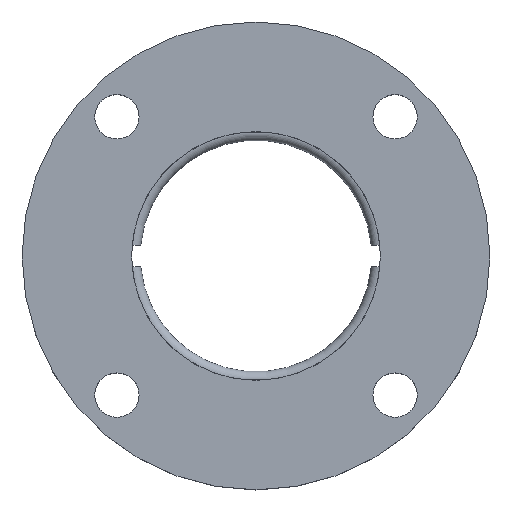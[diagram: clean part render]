
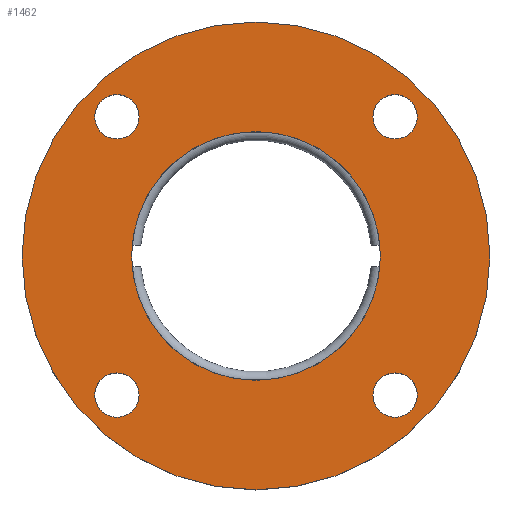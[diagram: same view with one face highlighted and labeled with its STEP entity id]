
A CAD part, top view. The second image highlights one B-rep face of the part: STEP entity #1462.
In plain terms, the highlighted planar face has unit normal (0, 0, 1).
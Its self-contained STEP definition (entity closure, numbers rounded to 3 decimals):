
#7 = ORIENTED_EDGE ( 'NONE', *, *, #107, .F. ) ;
#18 = CARTESIAN_POINT ( 'NONE',  ( 0., 0., 0. ) ) ;
#21 = CARTESIAN_POINT ( 'NONE',  ( -25.25, 0., 0. ) ) ;
#34 = AXIS2_PLACEMENT_3D ( 'NONE', #114, #713, #1503 ) ;
#44 = DIRECTION ( 'NONE',  ( -1., 0., 0. ) ) ;
#66 = AXIS2_PLACEMENT_3D ( 'NONE', #705, #1496, #817 ) ;
#105 = CARTESIAN_POINT ( 'NONE',  ( -28.25, 28.25, 0. ) ) ;
#106 = DIRECTION ( 'NONE',  ( 0., 0., 1. ) ) ;
#107 = EDGE_CURVE ( 'NONE', #180, #871, #416, .T. ) ;
#108 = FACE_BOUND ( 'NONE', #1281, .T. ) ;
#114 = CARTESIAN_POINT ( 'NONE',  ( -25.25, 0., 0. ) ) ;
#128 = CARTESIAN_POINT ( 'NONE',  ( -47.5, 0., 0. ) ) ;
#138 = DIRECTION ( 'NONE',  ( 1., 0., 0. ) ) ;
#157 = CIRCLE ( 'NONE', #694, 25.25 ) ;
#180 = VERTEX_POINT ( 'NONE', #898 ) ;
#194 = CARTESIAN_POINT ( 'NONE',  ( -28.25, -28.25, 0. ) ) ;
#215 = CARTESIAN_POINT ( 'NONE',  ( 28.25, 28.25, 0. ) ) ;
#223 = DIRECTION ( 'NONE',  ( -1., 0., 0. ) ) ;
#232 = CARTESIAN_POINT ( 'NONE',  ( 28.25, 28.25, 0. ) ) ;
#253 = AXIS2_PLACEMENT_3D ( 'NONE', #813, #106, #936 ) ;
#263 = EDGE_LOOP ( 'NONE', ( #1145, #1083 ) ) ;
#265 = AXIS2_PLACEMENT_3D ( 'NONE', #1003, #306, #1107 ) ;
#273 = EDGE_LOOP ( 'NONE', ( #542, #1061 ) ) ;
#283 = DIRECTION ( 'NONE',  ( 0., 0., 1. ) ) ;
#306 = DIRECTION ( 'NONE',  ( 0., 0., 1. ) ) ;
#313 = EDGE_CURVE ( 'NONE', #1321, #591, #1428, .T. ) ;
#316 = DIRECTION ( 'NONE',  ( -1., 0., 0. ) ) ;
#334 = DIRECTION ( 'NONE',  ( -1., 0., 0. ) ) ;
#352 = DIRECTION ( 'NONE',  ( -1., 0., 0. ) ) ;
#354 = CARTESIAN_POINT ( 'NONE',  ( 32.75, 28.25, 0. ) ) ;
#366 = VERTEX_POINT ( 'NONE', #1054 ) ;
#385 = ORIENTED_EDGE ( 'NONE', *, *, #978, .T. ) ;
#407 = CARTESIAN_POINT ( 'NONE',  ( -23.75, 28.25, 0. ) ) ;
#412 = EDGE_CURVE ( 'NONE', #784, #366, #1492, .T. ) ;
#413 = CARTESIAN_POINT ( 'NONE',  ( 23.75, -28.25, 0. ) ) ;
#416 = CIRCLE ( 'NONE', #265, 25.25 ) ;
#420 = AXIS2_PLACEMENT_3D ( 'NONE', #586, #1380, #704 ) ;
#421 = FACE_BOUND ( 'NONE', #1273, .T. ) ;
#422 = AXIS2_PLACEMENT_3D ( 'NONE', #215, #1031, #334 ) ;
#459 = CIRCLE ( 'NONE', #1001, 4.5 ) ;
#510 = EDGE_CURVE ( 'NONE', #591, #1321, #1110, .T. ) ;
#517 = EDGE_CURVE ( 'NONE', #871, #180, #157, .T. ) ;
#542 = ORIENTED_EDGE ( 'NONE', *, *, #510, .T. ) ;
#586 = CARTESIAN_POINT ( 'NONE',  ( -28.25, 28.25, 0. ) ) ;
#591 = VERTEX_POINT ( 'NONE', #413 ) ;
#619 = AXIS2_PLACEMENT_3D ( 'NONE', #1434, #762, #44 ) ;
#654 = EDGE_CURVE ( 'NONE', #787, #1219, #1282, .T. ) ;
#670 = ORIENTED_EDGE ( 'NONE', *, *, #1432, .T. ) ;
#680 = EDGE_CURVE ( 'NONE', #1341, #1008, #1470, .T. ) ;
#694 = AXIS2_PLACEMENT_3D ( 'NONE', #986, #283, #1085 ) ;
#696 = VERTEX_POINT ( 'NONE', #1040 ) ;
#704 = DIRECTION ( 'NONE',  ( -1., 0., 0. ) ) ;
#705 = CARTESIAN_POINT ( 'NONE',  ( 28.25, -28.25, 0. ) ) ;
#707 = FACE_OUTER_BOUND ( 'NONE', #867, .T. ) ;
#708 = CARTESIAN_POINT ( 'NONE',  ( -28.25, -28.25, 0. ) ) ;
#713 = DIRECTION ( 'NONE',  ( 0., 0., -1. ) ) ;
#749 = FACE_BOUND ( 'NONE', #263, .T. ) ;
#762 = DIRECTION ( 'NONE',  ( 0., 0., -1. ) ) ;
#784 = VERTEX_POINT ( 'NONE', #128 ) ;
#787 = VERTEX_POINT ( 'NONE', #354 ) ;
#790 = AXIS2_PLACEMENT_3D ( 'NONE', #194, #1014, #316 ) ;
#813 = CARTESIAN_POINT ( 'NONE',  ( 0., 0., 0. ) ) ;
#817 = DIRECTION ( 'NONE',  ( -1., 0., 0. ) ) ;
#819 = DIRECTION ( 'NONE',  ( -1., 0., 0. ) ) ;
#847 = DIRECTION ( 'NONE',  ( 0., 0., 1. ) ) ;
#867 = EDGE_LOOP ( 'NONE', ( #1236, #882 ) ) ;
#871 = VERTEX_POINT ( 'NONE', #21 ) ;
#882 = ORIENTED_EDGE ( 'NONE', *, *, #412, .T. ) ;
#898 = CARTESIAN_POINT ( 'NONE',  ( 25.25, 0., 0. ) ) ;
#916 = ORIENTED_EDGE ( 'NONE', *, *, #680, .T. ) ;
#935 = DIRECTION ( 'NONE',  ( 0., 0., -1. ) ) ;
#936 = DIRECTION ( 'NONE',  ( 1., 0., 0. ) ) ;
#978 = EDGE_CURVE ( 'NONE', #1348, #696, #1193, .T. ) ;
#986 = CARTESIAN_POINT ( 'NONE',  ( 0., 0., 0. ) ) ;
#1001 = AXIS2_PLACEMENT_3D ( 'NONE', #105, #935, #223 ) ;
#1002 = FACE_BOUND ( 'NONE', #1067, .T. ) ;
#1003 = CARTESIAN_POINT ( 'NONE',  ( 0., 0., 0. ) ) ;
#1007 = CIRCLE ( 'NONE', #253, 47.5 ) ;
#1008 = VERTEX_POINT ( 'NONE', #1466 ) ;
#1014 = DIRECTION ( 'NONE',  ( 0., 0., -1. ) ) ;
#1028 = ORIENTED_EDGE ( 'NONE', *, *, #1453, .T. ) ;
#1031 = DIRECTION ( 'NONE',  ( 0., 0., -1. ) ) ;
#1035 = CIRCLE ( 'NONE', #1233, 4.5 ) ;
#1040 = CARTESIAN_POINT ( 'NONE',  ( -23.75, -28.25, 0. ) ) ;
#1042 = DIRECTION ( 'NONE',  ( 0., 0., -1. ) ) ;
#1054 = CARTESIAN_POINT ( 'NONE',  ( 47.5, 0., 0. ) ) ;
#1061 = ORIENTED_EDGE ( 'NONE', *, *, #313, .T. ) ;
#1067 = EDGE_LOOP ( 'NONE', ( #7, #1149 ) ) ;
#1083 = ORIENTED_EDGE ( 'NONE', *, *, #654, .T. ) ;
#1085 = DIRECTION ( 'NONE',  ( 1., 0., 0. ) ) ;
#1107 = DIRECTION ( 'NONE',  ( 1., 0., 0. ) ) ;
#1110 = CIRCLE ( 'NONE', #619, 4.5 ) ;
#1116 = EDGE_CURVE ( 'NONE', #366, #784, #1007, .T. ) ;
#1145 = ORIENTED_EDGE ( 'NONE', *, *, #1456, .T. ) ;
#1149 = ORIENTED_EDGE ( 'NONE', *, *, #517, .F. ) ;
#1151 = AXIS2_PLACEMENT_3D ( 'NONE', #708, #1497, #819 ) ;
#1160 = PLANE ( 'NONE',  #34 ) ;
#1193 = CIRCLE ( 'NONE', #790, 4.5 ) ;
#1204 = AXIS2_PLACEMENT_3D ( 'NONE', #18, #847, #138 ) ;
#1219 = VERTEX_POINT ( 'NONE', #1396 ) ;
#1233 = AXIS2_PLACEMENT_3D ( 'NONE', #232, #1042, #352 ) ;
#1236 = ORIENTED_EDGE ( 'NONE', *, *, #1116, .T. ) ;
#1273 = EDGE_LOOP ( 'NONE', ( #385, #1028 ) ) ;
#1281 = EDGE_LOOP ( 'NONE', ( #670, #916 ) ) ;
#1282 = CIRCLE ( 'NONE', #422, 4.5 ) ;
#1311 = FACE_BOUND ( 'NONE', #273, .T. ) ;
#1321 = VERTEX_POINT ( 'NONE', #1323 ) ;
#1323 = CARTESIAN_POINT ( 'NONE',  ( 32.75, -28.25, 0. ) ) ;
#1339 = CIRCLE ( 'NONE', #1151, 4.5 ) ;
#1341 = VERTEX_POINT ( 'NONE', #407 ) ;
#1348 = VERTEX_POINT ( 'NONE', #1437 ) ;
#1380 = DIRECTION ( 'NONE',  ( 0., 0., -1. ) ) ;
#1396 = CARTESIAN_POINT ( 'NONE',  ( 23.75, 28.25, 0. ) ) ;
#1428 = CIRCLE ( 'NONE', #66, 4.5 ) ;
#1432 = EDGE_CURVE ( 'NONE', #1008, #1341, #459, .T. ) ;
#1434 = CARTESIAN_POINT ( 'NONE',  ( 28.25, -28.25, 0. ) ) ;
#1437 = CARTESIAN_POINT ( 'NONE',  ( -32.75, -28.25, 0. ) ) ;
#1453 = EDGE_CURVE ( 'NONE', #696, #1348, #1339, .T. ) ;
#1456 = EDGE_CURVE ( 'NONE', #1219, #787, #1035, .T. ) ;
#1462 = ADVANCED_FACE ( 'NONE', ( #749, #1311, #421, #108, #1002, #707 ), #1160, .F. ) ;
#1466 = CARTESIAN_POINT ( 'NONE',  ( -32.75, 28.25, 0. ) ) ;
#1470 = CIRCLE ( 'NONE', #420, 4.5 ) ;
#1492 = CIRCLE ( 'NONE', #1204, 47.5 ) ;
#1496 = DIRECTION ( 'NONE',  ( 0., 0., -1. ) ) ;
#1497 = DIRECTION ( 'NONE',  ( 0., 0., -1. ) ) ;
#1503 = DIRECTION ( 'NONE',  ( -1., 0., 0. ) ) ;
